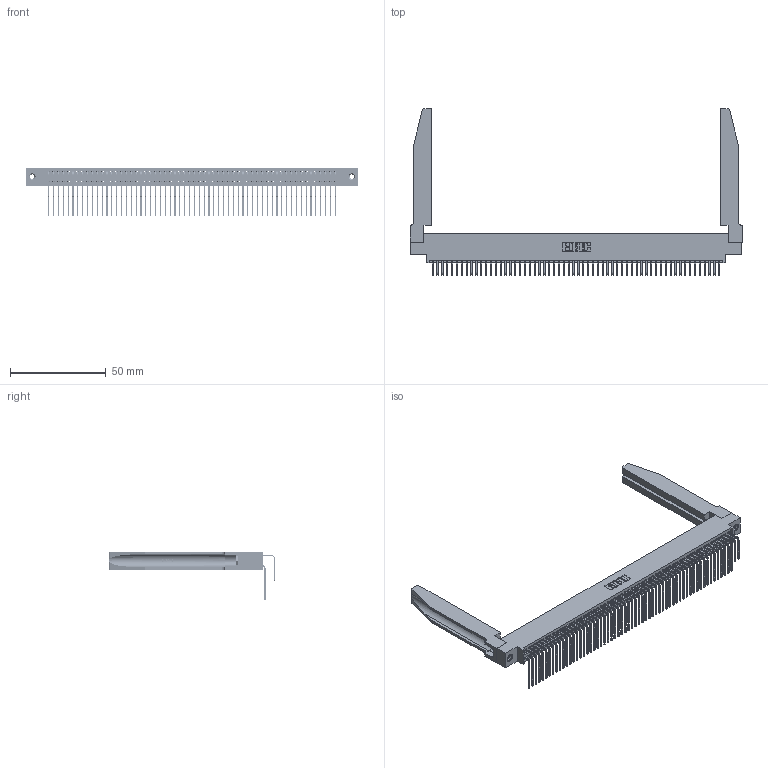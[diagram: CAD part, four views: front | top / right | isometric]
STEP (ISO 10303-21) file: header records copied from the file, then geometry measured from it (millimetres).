
FILE_DESCRIPTION (( 'STEP AP203' ), '1' );
FILE_NAME ('345-120-558-878.STEP', '2019-11-06T04:17:44', ( '' ), ( '' ), 'SwSTEP 2.0', 'SolidWorks 2016', '' );
FILE_SCHEMA (( 'CONFIG_CONTROL_DESIGN' ));
Length unit declared in the file: inch
Products named in the file (6): 345-220-078_345-220-078; 345-120-558-878; 345 Part_0.170 Offset - 0.156 Dia-TH; 345-292-001_558 Tail - 2; 345-292-001_558 559 Tail - 1; 345-250-001_345-250-001-102
Assembly tree (125 placements, depth 2):
  345-120-558-878
    345 Part_0.170 Offset - 0.156 Dia-TH
    345-292-001_558 559 Tail - 1  x60
    345-292-001_558 Tail - 2  x60
    345-250-001_345-250-001-102  x2
    345-220-078_345-220-078  x2
Bounding box: 173.63 x 87.11 x 25.53 mm (x, y, z)
Volume: 25383.4 mm3; surface area: 36620.7 mm2
Topology: 125 solids, 125 shells, 6604 faces, 19561 edges, 12870 vertices
Faces by surface type: plane 4426, cylinder 2126, bspline 36, cone 12, torus 4
Entity records: 51178 total; most frequent: CARTESIAN_POINT 9526, ORIENTED_EDGE 8306, DIRECTION 7343, EDGE_CURVE 4153, LINE 3647, VECTOR 3647, VERTEX_POINT 2760, AXIS2_PLACEMENT_3D 1848
